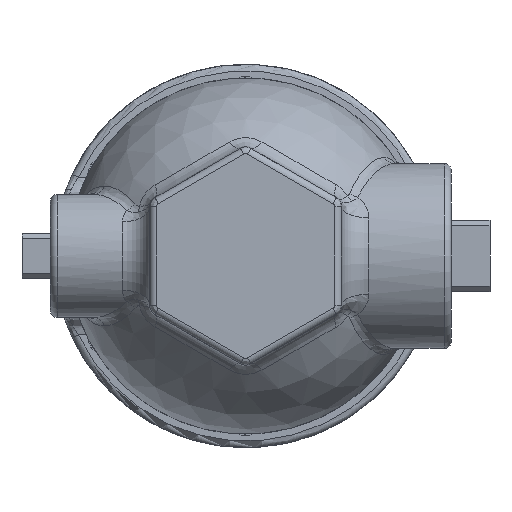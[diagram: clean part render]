
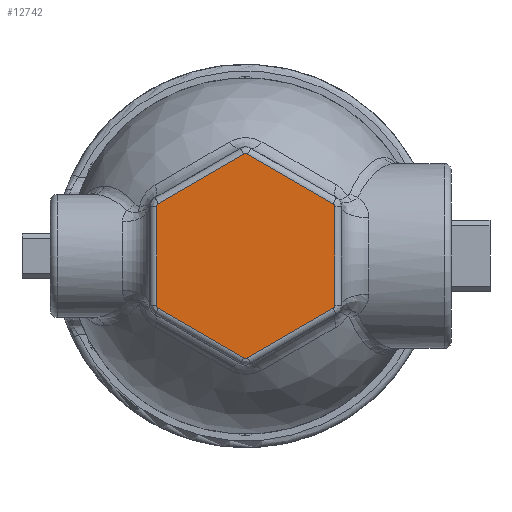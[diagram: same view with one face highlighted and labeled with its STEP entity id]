
A CAD part, front view. The second image highlights one B-rep face of the part: STEP entity #12742.
In plain terms, the highlighted planar face has unit normal (0, -1, 0).
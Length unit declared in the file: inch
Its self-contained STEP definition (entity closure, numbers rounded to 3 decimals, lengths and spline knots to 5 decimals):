
#4052=CARTESIAN_POINT('',(-1.562,0.,-0.90182));
#4053=DIRECTION('',(0.,-1.,0.));
#4054=DIRECTION('',(-1.,0.,0.));
#4055=AXIS2_PLACEMENT_3D('',#4052,#4053,#4054);
#4057=DIRECTION('',(0.,0.,-1.));
#4058=VECTOR('',#4057,1.80364);
#4059=CARTESIAN_POINT('',(-1.625,0.,0.90182));
#4060=LINE('',#4059,#4058);
#4061=CARTESIAN_POINT('',(-1.562,0.,0.90182));
#4062=DIRECTION('',(0.,-1.,0.));
#4063=DIRECTION('',(-0.5,0.,0.866));
#4064=AXIS2_PLACEMENT_3D('',#4061,#4062,#4063);
#4066=DIRECTION('',(-0.866,0.,-0.5));
#4067=VECTOR('',#4066,1.80364);
#4068=CARTESIAN_POINT('',(-0.0315,0.,1.8582));
#4069=LINE('',#4068,#4067);
#4070=CARTESIAN_POINT('',(0.,0.,1.80364));
#4071=DIRECTION('',(0.,-1.,0.));
#4072=DIRECTION('',(0.5,0.,0.866));
#4073=AXIS2_PLACEMENT_3D('',#4070,#4071,#4072);
#4075=DIRECTION('',(-0.866,0.,0.5));
#4076=VECTOR('',#4075,1.80364);
#4077=CARTESIAN_POINT('',(1.5935,0.,0.95638));
#4078=LINE('',#4077,#4076);
#4079=CARTESIAN_POINT('',(1.562,0.,0.90182));
#4080=DIRECTION('',(0.,-1.,0.));
#4081=DIRECTION('',(1.,0.,0.));
#4082=AXIS2_PLACEMENT_3D('',#4079,#4080,#4081);
#4084=DIRECTION('',(0.,0.,1.));
#4085=VECTOR('',#4084,1.80364);
#4086=CARTESIAN_POINT('',(1.625,0.,-0.90182));
#4087=LINE('',#4086,#4085);
#4088=CARTESIAN_POINT('',(1.562,0.,-0.90182));
#4089=DIRECTION('',(0.,-1.,0.));
#4090=DIRECTION('',(0.5,0.,-0.866));
#4091=AXIS2_PLACEMENT_3D('',#4088,#4089,#4090);
#4093=DIRECTION('',(0.866,0.,0.5));
#4094=VECTOR('',#4093,1.80364);
#4095=CARTESIAN_POINT('',(0.0315,0.,-1.8582));
#4096=LINE('',#4095,#4094);
#4097=CARTESIAN_POINT('',(0.,0.,-1.80364));
#4098=DIRECTION('',(0.,-1.,0.));
#4099=DIRECTION('',(-0.5,0.,-0.866));
#4100=AXIS2_PLACEMENT_3D('',#4097,#4098,#4099);
#4102=DIRECTION('',(0.866,0.,-0.5));
#4103=VECTOR('',#4102,1.80364);
#4104=CARTESIAN_POINT('',(-1.5935,0.,-0.95638));
#4105=LINE('',#4104,#4103);
#9695=CARTESIAN_POINT('',(-1.625,0.,-0.90182));
#9696=CARTESIAN_POINT('',(-1.5935,0.,-0.95638));
#9697=VERTEX_POINT('',#9695);
#9698=VERTEX_POINT('',#9696);
#9703=CARTESIAN_POINT('',(-0.0315,0.,-1.8582));
#9704=VERTEX_POINT('',#9703);
#9707=CARTESIAN_POINT('',(0.0315,0.,-1.8582));
#9708=VERTEX_POINT('',#9707);
#9711=CARTESIAN_POINT('',(1.5935,0.,-0.95638));
#9712=VERTEX_POINT('',#9711);
#9715=CARTESIAN_POINT('',(1.625,0.,-0.90182));
#9716=VERTEX_POINT('',#9715);
#9719=CARTESIAN_POINT('',(1.625,0.,0.90182));
#9720=VERTEX_POINT('',#9719);
#9723=CARTESIAN_POINT('',(1.5935,0.,0.95638));
#9724=VERTEX_POINT('',#9723);
#9727=CARTESIAN_POINT('',(0.0315,0.,1.8582));
#9728=VERTEX_POINT('',#9727);
#9731=CARTESIAN_POINT('',(-0.0315,0.,1.8582));
#9732=VERTEX_POINT('',#9731);
#9735=CARTESIAN_POINT('',(-1.5935,0.,0.95638));
#9736=VERTEX_POINT('',#9735);
#9739=CARTESIAN_POINT('',(-1.625,0.,0.90182));
#9740=VERTEX_POINT('',#9739);
#12712=CARTESIAN_POINT('',(0.,0.,0.));
#12713=DIRECTION('',(0.,-1.,0.));
#12714=DIRECTION('',(1.,0.,0.));
#12715=AXIS2_PLACEMENT_3D('',#12712,#12713,#12714);
#12716=PLANE('',#12715);
#12718=ORIENTED_EDGE('',*,*,#12717,.F.);
#12720=ORIENTED_EDGE('',*,*,#12719,.F.);
#12722=ORIENTED_EDGE('',*,*,#12721,.F.);
#12724=ORIENTED_EDGE('',*,*,#12723,.F.);
#12726=ORIENTED_EDGE('',*,*,#12725,.F.);
#12728=ORIENTED_EDGE('',*,*,#12727,.F.);
#12730=ORIENTED_EDGE('',*,*,#12729,.F.);
#12732=ORIENTED_EDGE('',*,*,#12731,.F.);
#12733=ORIENTED_EDGE('',*,*,#12702,.F.);
#12735=ORIENTED_EDGE('',*,*,#12734,.F.);
#12737=ORIENTED_EDGE('',*,*,#12736,.F.);
#12739=ORIENTED_EDGE('',*,*,#12738,.F.);
#12740=EDGE_LOOP('',(#12718,#12720,#12722,#12724,#12726,#12728,#12730,#12732,
#12733,#12735,#12737,#12739));
#12741=FACE_OUTER_BOUND('',#12740,.F.);
#4056=CIRCLE('',#4055,0.063);
#4065=CIRCLE('',#4064,0.063);
#4074=CIRCLE('',#4073,0.063);
#4083=CIRCLE('',#4082,0.063);
#4092=CIRCLE('',#4091,0.063);
#4101=CIRCLE('',#4100,0.063);
#12702=EDGE_CURVE('',#9712,#9716,#4092,.T.);
#12717=EDGE_CURVE('',#9697,#9698,#4056,.T.);
#12719=EDGE_CURVE('',#9740,#9697,#4060,.T.);
#12721=EDGE_CURVE('',#9736,#9740,#4065,.T.);
#12723=EDGE_CURVE('',#9732,#9736,#4069,.T.);
#12725=EDGE_CURVE('',#9728,#9732,#4074,.T.);
#12727=EDGE_CURVE('',#9724,#9728,#4078,.T.);
#12729=EDGE_CURVE('',#9720,#9724,#4083,.T.);
#12731=EDGE_CURVE('',#9716,#9720,#4087,.T.);
#12734=EDGE_CURVE('',#9708,#9712,#4096,.T.);
#12736=EDGE_CURVE('',#9704,#9708,#4101,.T.);
#12738=EDGE_CURVE('',#9698,#9704,#4105,.T.);
#12742=ADVANCED_FACE('',(#12741),#12716,.T.);
